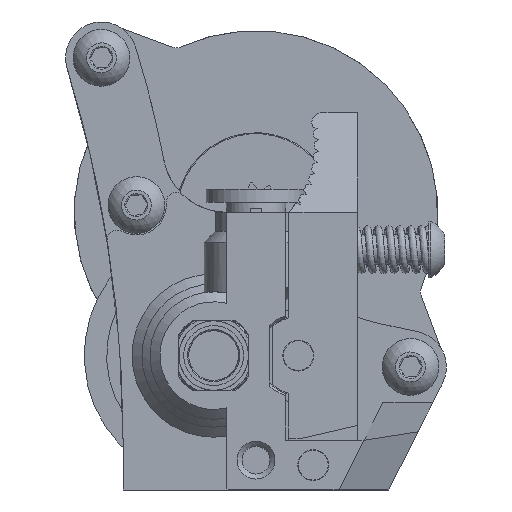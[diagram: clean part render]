
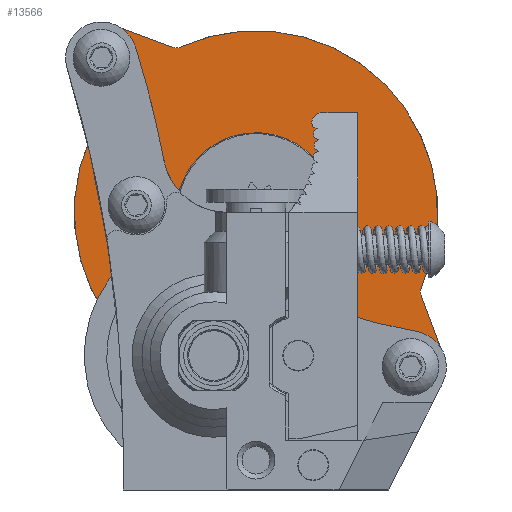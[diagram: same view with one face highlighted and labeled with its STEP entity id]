
A CAD part, front view. The second image highlights one B-rep face of the part: STEP entity #13566.
In plain terms, the highlighted face is planar.
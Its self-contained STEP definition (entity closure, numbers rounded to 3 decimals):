
#1699=PLANE('',#16275);
#2615=LINE('',#27075,#3646);
#2616=LINE('',#27080,#3647);
#2617=LINE('',#27089,#3648);
#2618=LINE('',#27093,#3649);
#2619=LINE('',#27101,#3650);
#3646=VECTOR('',#19978,1000.);
#3647=VECTOR('',#19983,1000.);
#3648=VECTOR('',#19990,1000.);
#3649=VECTOR('',#19993,1000.);
#3650=VECTOR('',#20000,1000.);
#4370=CIRCLE('',#16268,8.);
#4373=CIRCLE('',#16272,8.);
#4375=CIRCLE('',#16276,1.5);
#4376=CIRCLE('',#16277,1.5);
#4377=CIRCLE('',#16278,1.);
#4378=CIRCLE('',#16279,18.25);
#4379=CIRCLE('',#16280,1.);
#4380=CIRCLE('',#16281,3.5);
#4381=CIRCLE('',#16282,1.);
#4382=CIRCLE('',#16283,18.25);
#4383=CIRCLE('',#16284,1.);
#4384=CIRCLE('',#16285,3.5);
#7288=ORIENTED_EDGE('',*,*,#9468,.T.);
#7289=ORIENTED_EDGE('',*,*,#9472,.T.);
#7290=ORIENTED_EDGE('',*,*,#9462,.T.);
#7291=ORIENTED_EDGE('',*,*,#9473,.F.);
#7292=ORIENTED_EDGE('',*,*,#9474,.F.);
#7293=ORIENTED_EDGE('',*,*,#9475,.F.);
#7294=ORIENTED_EDGE('',*,*,#9476,.T.);
#7295=ORIENTED_EDGE('',*,*,#9477,.F.);
#7296=ORIENTED_EDGE('',*,*,#9478,.T.);
#7297=ORIENTED_EDGE('',*,*,#9479,.F.);
#7298=ORIENTED_EDGE('',*,*,#9480,.F.);
#7299=ORIENTED_EDGE('',*,*,#9481,.F.);
#7300=ORIENTED_EDGE('',*,*,#9482,.T.);
#7301=ORIENTED_EDGE('',*,*,#9483,.F.);
#7302=ORIENTED_EDGE('',*,*,#9484,.T.);
#7303=ORIENTED_EDGE('',*,*,#9485,.F.);
#7304=ORIENTED_EDGE('',*,*,#9486,.F.);
#9462=EDGE_CURVE('',#10749,#10750,#4370,.T.);
#9468=EDGE_CURVE('',#10750,#10754,#4373,.T.);
#9472=EDGE_CURVE('',#10754,#10749,#2615,.T.);
#9473=EDGE_CURVE('',#10757,#10757,#4375,.T.);
#9474=EDGE_CURVE('',#10758,#10758,#4376,.T.);
#9475=EDGE_CURVE('',#10759,#10760,#2616,.T.);
#9476=EDGE_CURVE('',#10759,#10761,#4377,.T.);
#9477=EDGE_CURVE('',#10762,#10761,#4378,.T.);
#9478=EDGE_CURVE('',#10762,#10763,#4379,.T.);
#9479=EDGE_CURVE('',#10764,#10763,#2617,.T.);
#9480=EDGE_CURVE('',#10765,#10764,#4380,.T.);
#9481=EDGE_CURVE('',#10766,#10765,#2618,.T.);
#9482=EDGE_CURVE('',#10766,#10767,#4381,.T.);
#9483=EDGE_CURVE('',#10768,#10767,#4382,.T.);
#9484=EDGE_CURVE('',#10768,#10769,#4383,.T.);
#9485=EDGE_CURVE('',#10770,#10769,#2619,.T.);
#9486=EDGE_CURVE('',#10760,#10770,#4384,.T.);
#10749=VERTEX_POINT('',#27052);
#10750=VERTEX_POINT('',#27053);
#10754=VERTEX_POINT('',#27063);
#10757=VERTEX_POINT('',#27077);
#10758=VERTEX_POINT('',#27079);
#10759=VERTEX_POINT('',#27081);
#10760=VERTEX_POINT('',#27082);
#10761=VERTEX_POINT('',#27084);
#10762=VERTEX_POINT('',#27086);
#10763=VERTEX_POINT('',#27088);
#10764=VERTEX_POINT('',#27090);
#10765=VERTEX_POINT('',#27092);
#10766=VERTEX_POINT('',#27094);
#10767=VERTEX_POINT('',#27096);
#10768=VERTEX_POINT('',#27098);
#10769=VERTEX_POINT('',#27100);
#10770=VERTEX_POINT('',#27102);
#11744=EDGE_LOOP('',(#7288,#7289,#7290));
#11745=EDGE_LOOP('',(#7291));
#11746=EDGE_LOOP('',(#7292));
#11747=EDGE_LOOP('',(#7293,#7294,#7295,#7296,#7297,#7298,#7299,#7300,#7301,
#7302,#7303,#7304));
#12661=FACE_BOUND('',#11744,.T.);
#12662=FACE_BOUND('',#11745,.T.);
#12663=FACE_BOUND('',#11746,.T.);
#12664=FACE_BOUND('',#11747,.T.);
#13566=ADVANCED_FACE('',(#12661,#12662,#12663,#12664),#1699,.F.);
#16268=AXIS2_PLACEMENT_3D('',#27051,#19958,#19959);
#16272=AXIS2_PLACEMENT_3D('',#27064,#19969,#19970);
#16275=AXIS2_PLACEMENT_3D('',#27074,#19976,#19977);
#16276=AXIS2_PLACEMENT_3D('',#27076,#19979,#19980);
#16277=AXIS2_PLACEMENT_3D('',#27078,#19981,#19982);
#16278=AXIS2_PLACEMENT_3D('',#27083,#19984,#19985);
#16279=AXIS2_PLACEMENT_3D('',#27085,#19986,#19987);
#16280=AXIS2_PLACEMENT_3D('',#27087,#19988,#19989);
#16281=AXIS2_PLACEMENT_3D('',#27091,#19991,#19992);
#16282=AXIS2_PLACEMENT_3D('',#27095,#19994,#19995);
#16283=AXIS2_PLACEMENT_3D('',#27097,#19996,#19997);
#16284=AXIS2_PLACEMENT_3D('',#27099,#19998,#19999);
#16285=AXIS2_PLACEMENT_3D('',#27103,#20001,#20002);
#19958=DIRECTION('',(0.,0.,-1.));
#19959=DIRECTION('',(-1.,0.,0.));
#19969=DIRECTION('',(0.,0.,-1.));
#19970=DIRECTION('',(-1.,0.,0.));
#19976=DIRECTION('',(0.,0.,-1.));
#19977=DIRECTION('',(-1.,0.,0.));
#19978=DIRECTION('',(1.,0.,0.));
#19979=DIRECTION('',(0.,0.,1.));
#19980=DIRECTION('',(1.,0.,0.));
#19981=DIRECTION('',(0.,0.,1.));
#19982=DIRECTION('',(1.,0.,0.));
#19983=DIRECTION('',(-0.91,0.415,0.));
#19984=DIRECTION('',(0.,0.,-1.));
#19985=DIRECTION('',(-1.,0.,0.));
#19986=DIRECTION('',(0.,0.,-1.));
#19987=DIRECTION('',(-1.,0.,0.));
#19988=DIRECTION('',(0.,0.,-1.));
#19989=DIRECTION('',(-1.,0.,0.));
#19990=DIRECTION('',(-0.91,-0.415,0.));
#19991=DIRECTION('',(0.,0.,-1.));
#19992=DIRECTION('',(-1.,0.,0.));
#19993=DIRECTION('',(0.91,-0.415,0.));
#19994=DIRECTION('',(0.,0.,-1.));
#19995=DIRECTION('',(-1.,0.,0.));
#19996=DIRECTION('',(0.,0.,-1.));
#19997=DIRECTION('',(-1.,0.,0.));
#19998=DIRECTION('',(0.,0.,-1.));
#19999=DIRECTION('',(-1.,0.,0.));
#20000=DIRECTION('',(0.91,0.415,0.));
#20001=DIRECTION('',(0.,0.,-1.));
#20002=DIRECTION('',(-1.,0.,0.));
#27051=CARTESIAN_POINT('',(0.,25.5,-6.));
#27052=CARTESIAN_POINT('',(1.261,33.4,-6.));
#27053=CARTESIAN_POINT('',(8.,25.5,-6.));
#27063=CARTESIAN_POINT('',(-1.261,33.4,-6.));
#27064=CARTESIAN_POINT('',(0.,25.5,-6.));
#27074=CARTESIAN_POINT('',(0.,25.5,-6.));
#27075=CARTESIAN_POINT('',(-1.261,33.4,-6.));
#27076=CARTESIAN_POINT('',(-21.95,25.5,-6.));
#27077=CARTESIAN_POINT('',(-20.45,25.5,-6.));
#27078=CARTESIAN_POINT('',(21.95,25.5,-6.));
#27079=CARTESIAN_POINT('',(23.45,25.5,-6.));
#27080=CARTESIAN_POINT('',(-5.24,14.023,-6.));
#27081=CARTESIAN_POINT('',(-17.618,19.675,-6.));
#27082=CARTESIAN_POINT('',(-23.404,22.316,-6.));
#27083=CARTESIAN_POINT('',(-18.033,18.765,-6.));
#27084=CARTESIAN_POINT('',(-17.097,19.115,-6.));
#27085=CARTESIAN_POINT('',(0.,25.5,-6.));
#27086=CARTESIAN_POINT('',(17.097,19.115,-6.));
#27087=CARTESIAN_POINT('',(18.033,18.765,-6.));
#27088=CARTESIAN_POINT('',(17.618,19.675,-6.));
#27089=CARTESIAN_POINT('',(5.24,14.023,-6.));
#27090=CARTESIAN_POINT('',(23.404,22.316,-6.));
#27091=CARTESIAN_POINT('',(21.95,25.5,-6.));
#27092=CARTESIAN_POINT('',(23.404,28.684,-6.));
#27093=CARTESIAN_POINT('',(5.24,36.977,-6.));
#27094=CARTESIAN_POINT('',(17.618,31.325,-6.));
#27095=CARTESIAN_POINT('',(18.033,32.235,-6.));
#27096=CARTESIAN_POINT('',(17.097,31.885,-6.));
#27097=CARTESIAN_POINT('',(0.,25.5,-6.));
#27098=CARTESIAN_POINT('',(-17.097,31.885,-6.));
#27099=CARTESIAN_POINT('',(-18.033,32.235,-6.));
#27100=CARTESIAN_POINT('',(-17.618,31.325,-6.));
#27101=CARTESIAN_POINT('',(-5.24,36.977,-6.));
#27102=CARTESIAN_POINT('',(-23.404,28.684,-6.));
#27103=CARTESIAN_POINT('',(-21.95,25.5,-6.));
